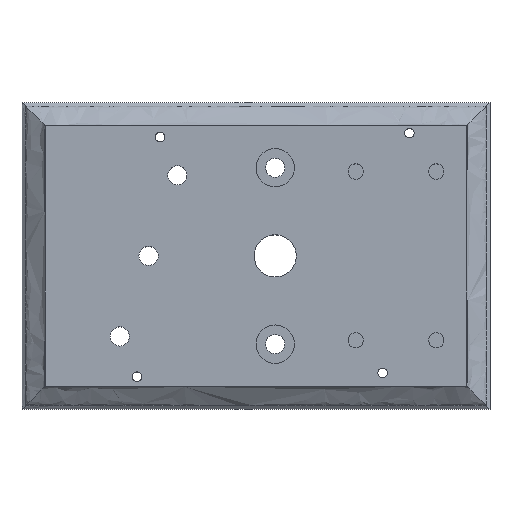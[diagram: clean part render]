
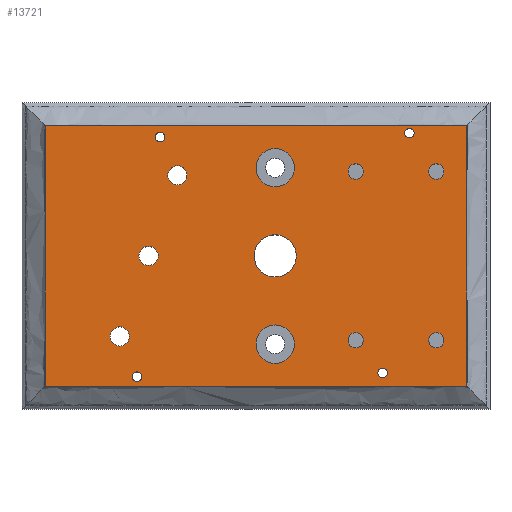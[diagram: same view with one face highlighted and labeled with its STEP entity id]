
A CAD part, top view. The second image highlights one B-rep face of the part: STEP entity #13721.
In plain terms, the highlighted planar face has unit normal (0, 0, 1).
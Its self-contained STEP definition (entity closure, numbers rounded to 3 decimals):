
#48=CIRCLE('',#14029,2.);
#50=CIRCLE('',#14033,2.);
#52=CIRCLE('',#14037,2.);
#54=CIRCLE('',#14041,2.);
#56=CIRCLE('',#14047,2.5);
#57=CIRCLE('',#14048,2.5);
#58=CIRCLE('',#14049,1.25);
#59=CIRCLE('',#14050,1.25);
#60=CIRCLE('',#14051,2.5);
#61=CIRCLE('',#14052,1.25);
#62=CIRCLE('',#14053,5.5);
#63=CIRCLE('',#14054,1.25);
#64=CIRCLE('',#14055,5.);
#65=CIRCLE('',#14056,5.);
#135=FACE_BOUND('',#1941,.T.);
#136=FACE_BOUND('',#1942,.T.);
#137=FACE_BOUND('',#1943,.T.);
#138=FACE_BOUND('',#1944,.T.);
#139=FACE_BOUND('',#1945,.T.);
#140=FACE_BOUND('',#1946,.T.);
#141=FACE_BOUND('',#1947,.T.);
#142=FACE_BOUND('',#1948,.T.);
#143=FACE_BOUND('',#1949,.T.);
#144=FACE_BOUND('',#1950,.T.);
#145=FACE_BOUND('',#1951,.T.);
#146=FACE_BOUND('',#1952,.T.);
#147=FACE_BOUND('',#1953,.T.);
#148=FACE_BOUND('',#1954,.T.);
#417=PLANE('',#14046);
#1142=FACE_OUTER_BOUND('',#1940,.T.);
#1940=EDGE_LOOP('',(#12449,#12450,#12451,#12452));
#1941=EDGE_LOOP('',(#12453));
#1942=EDGE_LOOP('',(#12454));
#1943=EDGE_LOOP('',(#12455));
#1944=EDGE_LOOP('',(#12456));
#1945=EDGE_LOOP('',(#12457));
#1946=EDGE_LOOP('',(#12458));
#1947=EDGE_LOOP('',(#12459));
#1948=EDGE_LOOP('',(#12460));
#1949=EDGE_LOOP('',(#12461));
#1950=EDGE_LOOP('',(#12462));
#1951=EDGE_LOOP('',(#12463));
#1952=EDGE_LOOP('',(#12464));
#1953=EDGE_LOOP('',(#12465));
#1954=EDGE_LOOP('',(#12466));
#3062=LINE('',#27508,#4171);
#3065=LINE('',#27686,#4174);
#3069=LINE('',#27741,#4178);
#3071=LINE('',#27794,#4180);
#4171=VECTOR('',#15738,10.);
#4174=VECTOR('',#15741,10.);
#4178=VECTOR('',#15747,10.);
#4180=VECTOR('',#15751,10.);
#6411=VERTEX_POINT('',#27388);
#6413=VERTEX_POINT('',#27395);
#6415=VERTEX_POINT('',#27402);
#6417=VERTEX_POINT('',#27409);
#6419=VERTEX_POINT('',#27465);
#6421=VERTEX_POINT('',#27507);
#6424=VERTEX_POINT('',#27602);
#6426=VERTEX_POINT('',#27645);
#6427=VERTEX_POINT('',#27797);
#6428=VERTEX_POINT('',#27799);
#6429=VERTEX_POINT('',#27801);
#6430=VERTEX_POINT('',#27803);
#6431=VERTEX_POINT('',#27805);
#6432=VERTEX_POINT('',#27807);
#6433=VERTEX_POINT('',#27809);
#6434=VERTEX_POINT('',#27811);
#6435=VERTEX_POINT('',#27813);
#6436=VERTEX_POINT('',#27815);
#8419=EDGE_CURVE('',#6411,#6411,#48,.T.);
#8422=EDGE_CURVE('',#6413,#6413,#50,.T.);
#8425=EDGE_CURVE('',#6415,#6415,#52,.T.);
#8428=EDGE_CURVE('',#6417,#6417,#54,.T.);
#8432=EDGE_CURVE('',#6421,#6419,#3062,.T.);
#8438=EDGE_CURVE('',#6424,#6426,#3065,.T.);
#8442=EDGE_CURVE('',#6419,#6424,#3069,.T.);
#8444=EDGE_CURVE('',#6426,#6421,#3071,.T.);
#8446=EDGE_CURVE('',#6427,#6427,#56,.T.);
#8447=EDGE_CURVE('',#6428,#6428,#57,.T.);
#8448=EDGE_CURVE('',#6429,#6429,#58,.T.);
#8449=EDGE_CURVE('',#6430,#6430,#59,.T.);
#8450=EDGE_CURVE('',#6431,#6431,#60,.T.);
#8451=EDGE_CURVE('',#6432,#6432,#61,.T.);
#8452=EDGE_CURVE('',#6433,#6433,#62,.T.);
#8453=EDGE_CURVE('',#6434,#6434,#63,.T.);
#8454=EDGE_CURVE('',#6435,#6435,#64,.T.);
#8455=EDGE_CURVE('',#6436,#6436,#65,.T.);
#12449=ORIENTED_EDGE('',*,*,#8432,.T.);
#12450=ORIENTED_EDGE('',*,*,#8442,.T.);
#12451=ORIENTED_EDGE('',*,*,#8438,.T.);
#12452=ORIENTED_EDGE('',*,*,#8444,.T.);
#12453=ORIENTED_EDGE('',*,*,#8419,.T.);
#12454=ORIENTED_EDGE('',*,*,#8422,.T.);
#12455=ORIENTED_EDGE('',*,*,#8425,.T.);
#12456=ORIENTED_EDGE('',*,*,#8428,.T.);
#12457=ORIENTED_EDGE('',*,*,#8446,.T.);
#12458=ORIENTED_EDGE('',*,*,#8447,.T.);
#12459=ORIENTED_EDGE('',*,*,#8448,.T.);
#12460=ORIENTED_EDGE('',*,*,#8449,.T.);
#12461=ORIENTED_EDGE('',*,*,#8450,.T.);
#12462=ORIENTED_EDGE('',*,*,#8451,.T.);
#12463=ORIENTED_EDGE('',*,*,#8452,.T.);
#12464=ORIENTED_EDGE('',*,*,#8453,.T.);
#12465=ORIENTED_EDGE('',*,*,#8454,.T.);
#12466=ORIENTED_EDGE('',*,*,#8455,.T.);
#13721=ADVANCED_FACE('',(#1142,#135,#136,#137,#138,#139,#140,#141,#142,
#143,#144,#145,#146,#147,#148),#417,.T.);
#14029=AXIS2_PLACEMENT_3D('',#27389,#15704,#15705);
#14033=AXIS2_PLACEMENT_3D('',#27396,#15713,#15714);
#14037=AXIS2_PLACEMENT_3D('',#27403,#15722,#15723);
#14041=AXIS2_PLACEMENT_3D('',#27410,#15731,#15732);
#14046=AXIS2_PLACEMENT_3D('',#27796,#15753,#15754);
#14047=AXIS2_PLACEMENT_3D('',#27798,#15755,#15756);
#14048=AXIS2_PLACEMENT_3D('',#27800,#15757,#15758);
#14049=AXIS2_PLACEMENT_3D('',#27802,#15759,#15760);
#14050=AXIS2_PLACEMENT_3D('',#27804,#15761,#15762);
#14051=AXIS2_PLACEMENT_3D('',#27806,#15763,#15764);
#14052=AXIS2_PLACEMENT_3D('',#27808,#15765,#15766);
#14053=AXIS2_PLACEMENT_3D('',#27810,#15767,#15768);
#14054=AXIS2_PLACEMENT_3D('',#27812,#15769,#15770);
#14055=AXIS2_PLACEMENT_3D('',#27814,#15771,#15772);
#14056=AXIS2_PLACEMENT_3D('',#27816,#15773,#15774);
#15704=DIRECTION('center_axis',(0.,0.,-1.));
#15705=DIRECTION('ref_axis',(-1.,0.,0.));
#15713=DIRECTION('center_axis',(0.,0.,-1.));
#15714=DIRECTION('ref_axis',(-1.,0.,0.));
#15722=DIRECTION('center_axis',(0.,0.,-1.));
#15723=DIRECTION('ref_axis',(-1.,0.,0.));
#15731=DIRECTION('center_axis',(0.,0.,-1.));
#15732=DIRECTION('ref_axis',(-1.,0.,0.));
#15738=DIRECTION('',(1.,0.,0.));
#15741=DIRECTION('',(-1.,0.,0.));
#15747=DIRECTION('',(0.,1.,0.));
#15751=DIRECTION('',(0.,-1.,0.));
#15753=DIRECTION('center_axis',(0.,0.,1.));
#15754=DIRECTION('ref_axis',(1.,0.,0.));
#15755=DIRECTION('center_axis',(0.,0.,-1.));
#15756=DIRECTION('ref_axis',(1.,0.,0.));
#15757=DIRECTION('center_axis',(0.,0.,-1.));
#15758=DIRECTION('ref_axis',(1.,0.,0.));
#15759=DIRECTION('center_axis',(0.,0.,-1.));
#15760=DIRECTION('ref_axis',(1.,0.,0.));
#15761=DIRECTION('center_axis',(0.,0.,-1.));
#15762=DIRECTION('ref_axis',(1.,0.,0.));
#15763=DIRECTION('center_axis',(0.,0.,-1.));
#15764=DIRECTION('ref_axis',(1.,0.,0.));
#15765=DIRECTION('center_axis',(0.,0.,-1.));
#15766=DIRECTION('ref_axis',(1.,0.,0.));
#15767=DIRECTION('center_axis',(0.,0.,-1.));
#15768=DIRECTION('ref_axis',(0.,-1.,0.));
#15769=DIRECTION('center_axis',(0.,0.,-1.));
#15770=DIRECTION('ref_axis',(1.,0.,0.));
#15771=DIRECTION('center_axis',(0.,0.,-1.));
#15772=DIRECTION('ref_axis',(-1.,0.,0.));
#15773=DIRECTION('center_axis',(0.,0.,-1.));
#15774=DIRECTION('ref_axis',(-1.,0.,0.));
#27388=CARTESIAN_POINT('',(110.,62.,24.));
#27389=CARTESIAN_POINT('Origin',(108.,62.,24.));
#27395=CARTESIAN_POINT('',(110.,18.,24.));
#27396=CARTESIAN_POINT('Origin',(108.,18.,24.));
#27402=CARTESIAN_POINT('',(89.,62.,24.));
#27403=CARTESIAN_POINT('Origin',(87.,62.,24.));
#27409=CARTESIAN_POINT('',(89.,18.,24.));
#27410=CARTESIAN_POINT('Origin',(87.,18.,24.));
#27465=CARTESIAN_POINT('',(116.,6.,24.));
#27507=CARTESIAN_POINT('',(6.,6.,24.));
#27508=CARTESIAN_POINT('',(122.,6.,24.));
#27602=CARTESIAN_POINT('',(116.,74.,24.));
#27645=CARTESIAN_POINT('',(6.,74.,24.));
#27686=CARTESIAN_POINT('',(122.,74.,24.));
#27741=CARTESIAN_POINT('',(116.,80.,24.));
#27794=CARTESIAN_POINT('',(6.,80.,24.));
#27796=CARTESIAN_POINT('Origin',(61.,40.,24.));
#27797=CARTESIAN_POINT('',(38.,61.,24.));
#27798=CARTESIAN_POINT('Origin',(40.5,61.,24.));
#27799=CARTESIAN_POINT('',(30.5,40.,24.));
#27800=CARTESIAN_POINT('Origin',(33.,40.,24.));
#27801=CARTESIAN_POINT('',(28.75,8.5,24.));
#27802=CARTESIAN_POINT('Origin',(30.,8.5,24.));
#27803=CARTESIAN_POINT('',(99.75,72.,24.));
#27804=CARTESIAN_POINT('Origin',(101.,72.,24.));
#27805=CARTESIAN_POINT('',(23.,19.,24.));
#27806=CARTESIAN_POINT('Origin',(25.5,19.,24.));
#27807=CARTESIAN_POINT('',(34.75,71.,24.));
#27808=CARTESIAN_POINT('Origin',(36.,71.,24.));
#27809=CARTESIAN_POINT('',(66.,45.5,24.));
#27810=CARTESIAN_POINT('Origin',(66.,40.,24.));
#27811=CARTESIAN_POINT('',(92.75,9.5,24.));
#27812=CARTESIAN_POINT('Origin',(94.,9.5,24.));
#27813=CARTESIAN_POINT('',(71.,63.,24.));
#27814=CARTESIAN_POINT('Origin',(66.,63.,24.));
#27815=CARTESIAN_POINT('',(71.,17.,24.));
#27816=CARTESIAN_POINT('Origin',(66.,17.,24.));
